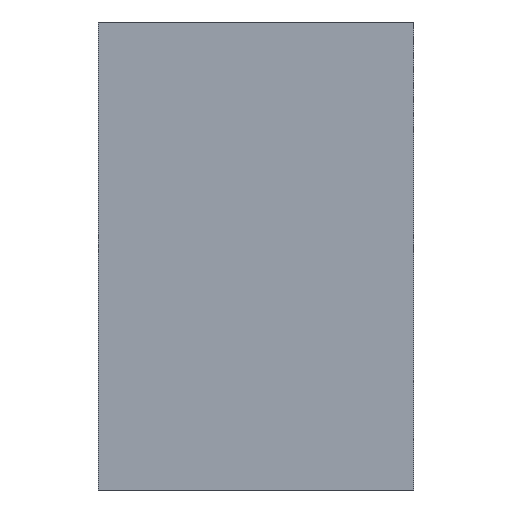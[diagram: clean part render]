
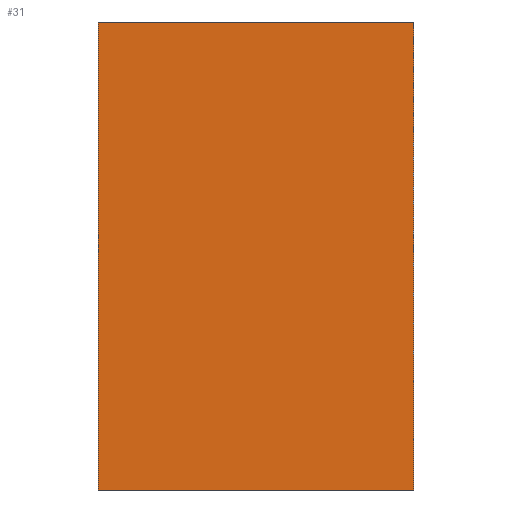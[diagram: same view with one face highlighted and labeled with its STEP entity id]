
A CAD part, left-side view. The second image highlights one B-rep face of the part: STEP entity #31.
In plain terms, the highlighted planar face has unit normal (-1, 0, 0).
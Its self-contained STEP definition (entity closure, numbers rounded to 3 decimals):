
#31 = ADVANCED_FACE ( 'NONE', ( #754 ), #87, .F. ) ;
#85 = ORIENTED_EDGE ( 'NONE', *, *, #334, .T. ) ;
#87 = PLANE ( 'NONE',  #155 ) ;
#88 = CARTESIAN_POINT ( 'NONE',  ( -17.55, 17.5, -13. ) ) ;
#101 = DIRECTION ( 'NONE',  ( 0., 0., -1. ) ) ;
#135 = VECTOR ( 'NONE', #101, 1000. ) ;
#155 = AXIS2_PLACEMENT_3D ( 'NONE', #667, #740, #1070 ) ;
#206 = ORIENTED_EDGE ( 'NONE', *, *, #1017, .T. ) ;
#265 = VECTOR ( 'NONE', #925, 1000. ) ;
#276 = VECTOR ( 'NONE', #724, 1000. ) ;
#334 = EDGE_CURVE ( 'NONE', #423, #575, #1067, .T. ) ;
#372 = ORIENTED_EDGE ( 'NONE', *, *, #978, .F. ) ;
#408 = EDGE_LOOP ( 'NONE', ( #487, #372, #85, #206 ) ) ;
#420 = LINE ( 'NONE', #1020, #1006 ) ;
#423 = VERTEX_POINT ( 'NONE', #641 ) ;
#440 = VERTEX_POINT ( 'NONE', #510 ) ;
#487 = ORIENTED_EDGE ( 'NONE', *, *, #771, .F. ) ;
#510 = CARTESIAN_POINT ( 'NONE',  ( -17.55, 0., 13. ) ) ;
#575 = VERTEX_POINT ( 'NONE', #707 ) ;
#591 = CARTESIAN_POINT ( 'NONE',  ( -17.55, 0., -13. ) ) ;
#599 = CARTESIAN_POINT ( 'NONE',  ( -17.55, 0., 0. ) ) ;
#641 = CARTESIAN_POINT ( 'NONE',  ( -17.55, 17.5, 13. ) ) ;
#667 = CARTESIAN_POINT ( 'NONE',  ( -17.55, 17.5, 0. ) ) ;
#707 = CARTESIAN_POINT ( 'NONE',  ( -17.55, 17.5, -13. ) ) ;
#724 = DIRECTION ( 'NONE',  ( 0., 0., -1. ) ) ;
#740 = DIRECTION ( 'NONE',  ( 1., 0., 0. ) ) ;
#754 = FACE_OUTER_BOUND ( 'NONE', #408, .T. ) ;
#771 = EDGE_CURVE ( 'NONE', #440, #779, #797, .T. ) ;
#779 = VERTEX_POINT ( 'NONE', #591 ) ;
#797 = LINE ( 'NONE', #599, #135 ) ;
#828 = DIRECTION ( 'NONE',  ( 0., -1., 0. ) ) ;
#925 = DIRECTION ( 'NONE',  ( 0., -1., 0. ) ) ;
#972 = CARTESIAN_POINT ( 'NONE',  ( -17.55, 17.5, 0. ) ) ;
#978 = EDGE_CURVE ( 'NONE', #423, #440, #420, .T. ) ;
#1006 = VECTOR ( 'NONE', #828, 1000. ) ;
#1017 = EDGE_CURVE ( 'NONE', #575, #779, #1077, .T. ) ;
#1020 = CARTESIAN_POINT ( 'NONE',  ( -17.55, 17.5, 13. ) ) ;
#1067 = LINE ( 'NONE', #972, #276 ) ;
#1070 = DIRECTION ( 'NONE',  ( 0., 0., 1. ) ) ;
#1077 = LINE ( 'NONE', #88, #265 ) ;
